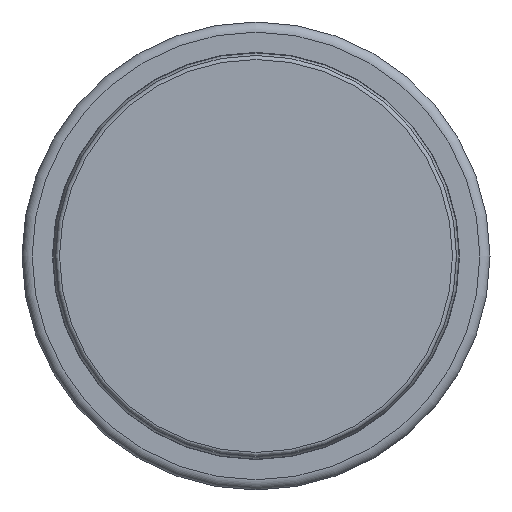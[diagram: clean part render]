
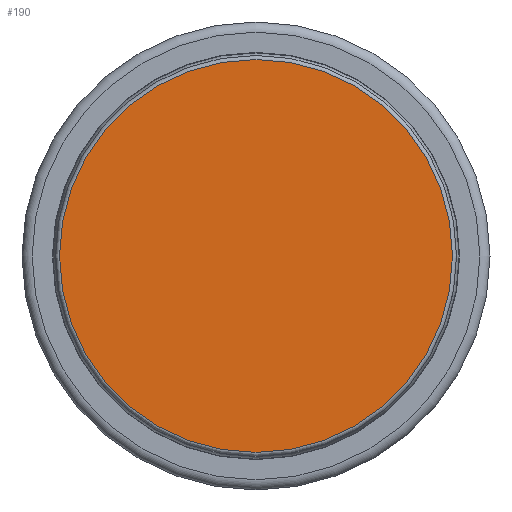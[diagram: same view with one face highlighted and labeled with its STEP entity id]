
A CAD part, top view. The second image highlights one B-rep face of the part: STEP entity #190.
In plain terms, the highlighted planar face has unit normal (0, 0, 1).
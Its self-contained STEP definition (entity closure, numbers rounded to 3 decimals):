
#190 = ADVANCED_FACE( '', ( #416 ), #417, .F. );
#416 = FACE_OUTER_BOUND( '', #675, .T. );
#417 = PLANE( '', #676 );
#675 = EDGE_LOOP( '', ( #1096 ) );
#676 = AXIS2_PLACEMENT_3D( '', #1097, #1098, #1099 );
#1096 = ORIENTED_EDGE( '', *, *, #1383, .T. );
#1097 = CARTESIAN_POINT( '', ( 9.85, 0., 70. ) );
#1098 = DIRECTION( '', ( 0., 0., -1. ) );
#1099 = DIRECTION( '', ( 1., 0., 0. ) );
#1383 = EDGE_CURVE( '', #1638, #1638, #1639, .F. );
#1638 = VERTEX_POINT( '', #1964 );
#1639 = CIRCLE( '', #1965, 9.65 );
#1964 = CARTESIAN_POINT( '', ( 9.65, 0., 70. ) );
#1965 = AXIS2_PLACEMENT_3D( '', #2223, #2224, #2225 );
#2223 = CARTESIAN_POINT( '', ( 0., 0., 70. ) );
#2224 = DIRECTION( '', ( 0., 0., -1. ) );
#2225 = DIRECTION( '', ( 1., 0., 0. ) );
